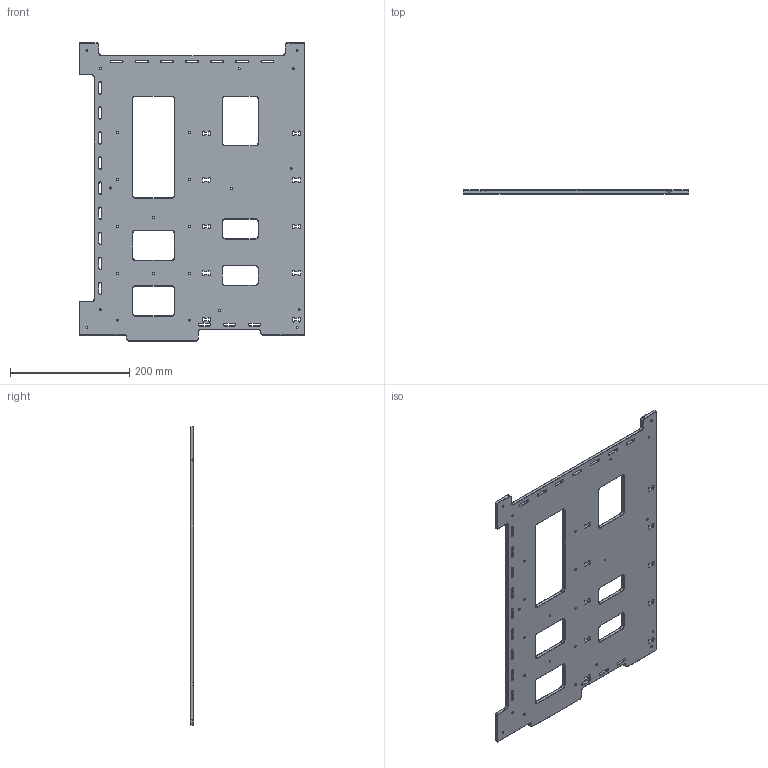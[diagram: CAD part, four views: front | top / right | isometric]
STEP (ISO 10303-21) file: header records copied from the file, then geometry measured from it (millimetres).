
FILE_DESCRIPTION(/* description */ (''),/* implementation_level */ '2;1');
FILE_NAME(/* name */ 'Part 2 - CPU plate.step',/* time_stamp */ '2025-08-07T17:38:42+07:00',/* author */ (''),/* organization */ (''),/* preprocessor_version */ 'ST-DEVELOPER v20.1',/* originating_system */ 'Autodesk Translation Framework v14.10.0.0',/* authorisation */ '');
FILE_SCHEMA (('AUTOMOTIVE_DESIGN { 1 0 10303 214 3 1 1 }'));
Length unit declared in the file: millimetre
Products named in the file (5): Part 2 - CPU plate; CPU plate v12 (1); CPU plate v11 (1) (1); CPU plate v5 (1) (1) (1); CPU - Plate (1) (1) (1)
Assembly tree (4 placements, depth 5):
  Part 2 - CPU plate
    CPU plate v12 (1)
      CPU plate v11 (1) (1)
        CPU plate v5 (1) (1) (1)
          CPU - Plate (1) (1) (1)
Bounding box: 378 x 6 x 500 mm (x, y, z)
Volume: 831220.6 mm3; surface area: 305330.4 mm2
Topology: 1 solids, 1 shells, 599 faces, 1471 edges, 875 vertices
Faces by surface type: plane 301, cone 152, cylinder 145, bspline 1
Full cylindrical faces by diameter (mm): 3.5 x25
Entity records: 17678 total; most frequent: DIRECTION 3124, CARTESIAN_POINT 2979, ORIENTED_EDGE 2946, EDGE_CURVE 1473, AXIS2_PLACEMENT_3D 1048, LINE 1028, VECTOR 1028, VERTEX_POINT 877
